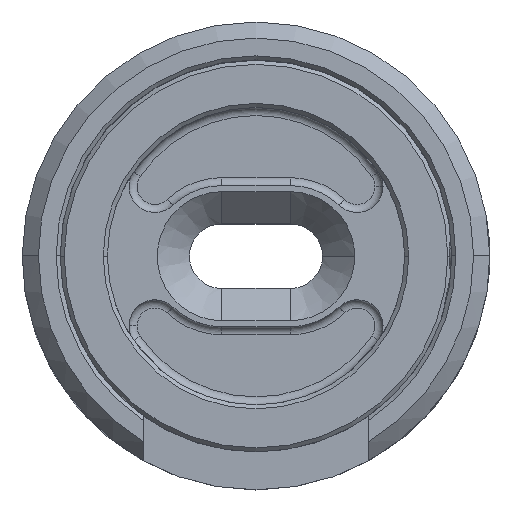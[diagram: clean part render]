
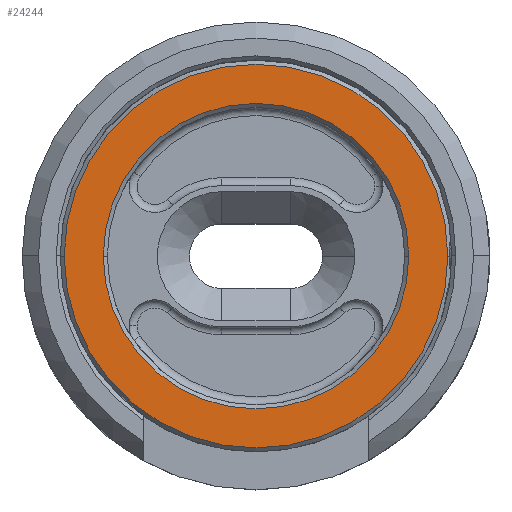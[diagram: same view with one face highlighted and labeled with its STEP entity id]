
A CAD part, top view. The second image highlights one B-rep face of the part: STEP entity #24244.
In plain terms, the highlighted planar face has unit normal (0, 0, 1).
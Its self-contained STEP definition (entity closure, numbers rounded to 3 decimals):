
#1001 = CARTESIAN_POINT ( 'NONE',  ( -18.95, 0., 5. ) ) ;
#1036 = ORIENTED_EDGE ( 'NONE', *, *, #18578, .T. ) ;
#1450 = PLANE ( 'NONE',  #19092 ) ;
#2469 = EDGE_LOOP ( 'NONE', ( #3065, #6164 ) ) ;
#2562 = DIRECTION ( 'NONE',  ( -1., 0., 0. ) ) ;
#2584 = AXIS2_PLACEMENT_3D ( 'NONE', #18743, #18845, #19039 ) ;
#3065 = ORIENTED_EDGE ( 'NONE', *, *, #27030, .T. ) ;
#3499 = EDGE_CURVE ( 'NONE', #26885, #15983, #15464, .T. ) ;
#4065 = FACE_OUTER_BOUND ( 'NONE', #28890, .T. ) ;
#5281 = CARTESIAN_POINT ( 'NONE',  ( 18.95, 0., 5. ) ) ;
#5666 = DIRECTION ( 'NONE',  ( 0., 0., -1. ) ) ;
#6164 = ORIENTED_EDGE ( 'NONE', *, *, #3499, .T. ) ;
#6500 = CIRCLE ( 'NONE', #28386, 23.8 ) ;
#9322 = CARTESIAN_POINT ( 'NONE',  ( 0., 0., 5. ) ) ;
#9725 = AXIS2_PLACEMENT_3D ( 'NONE', #9322, #5666, #25692 ) ;
#10238 = CARTESIAN_POINT ( 'NONE',  ( 0., 24.3, 5. ) ) ;
#10625 = CARTESIAN_POINT ( 'NONE',  ( 0., 0., 5. ) ) ;
#12855 = CARTESIAN_POINT ( 'NONE',  ( 23.8, 0., 5. ) ) ;
#14674 = AXIS2_PLACEMENT_3D ( 'NONE', #10625, #26204, #22089 ) ;
#14680 = DIRECTION ( 'NONE',  ( 0., 0., -1. ) ) ;
#14715 = VERTEX_POINT ( 'NONE', #12855 ) ;
#15464 = CIRCLE ( 'NONE', #9725, 18.95 ) ;
#15983 = VERTEX_POINT ( 'NONE', #5281 ) ;
#16482 = CIRCLE ( 'NONE', #2584, 23.8 ) ;
#17922 = DIRECTION ( 'NONE',  ( 0., 0., 1. ) ) ;
#18285 = FACE_BOUND ( 'NONE', #2469, .T. ) ;
#18578 = EDGE_CURVE ( 'NONE', #14715, #20570, #6500, .T. ) ;
#18743 = CARTESIAN_POINT ( 'NONE',  ( 0., 0., 5. ) ) ;
#18845 = DIRECTION ( 'NONE',  ( 0., 0., 1. ) ) ;
#19039 = DIRECTION ( 'NONE',  ( -1., 0., 0. ) ) ;
#19092 = AXIS2_PLACEMENT_3D ( 'NONE', #10238, #14680, #21493 ) ;
#20521 = ORIENTED_EDGE ( 'NONE', *, *, #27317, .T. ) ;
#20570 = VERTEX_POINT ( 'NONE', #23245 ) ;
#21022 = CIRCLE ( 'NONE', #14674, 18.95 ) ;
#21493 = DIRECTION ( 'NONE',  ( -1., 0., 0. ) ) ;
#22089 = DIRECTION ( 'NONE',  ( -1., 0., 0. ) ) ;
#22482 = CARTESIAN_POINT ( 'NONE',  ( 0., 0., 5. ) ) ;
#23245 = CARTESIAN_POINT ( 'NONE',  ( -23.8, 0., 5. ) ) ;
#24244 = ADVANCED_FACE ( 'NONE', ( #4065, #18285 ), #1450, .F. ) ;
#25692 = DIRECTION ( 'NONE',  ( -1., 0., 0. ) ) ;
#26204 = DIRECTION ( 'NONE',  ( 0., 0., -1. ) ) ;
#26885 = VERTEX_POINT ( 'NONE', #1001 ) ;
#27030 = EDGE_CURVE ( 'NONE', #15983, #26885, #21022, .T. ) ;
#27317 = EDGE_CURVE ( 'NONE', #20570, #14715, #16482, .T. ) ;
#28386 = AXIS2_PLACEMENT_3D ( 'NONE', #22482, #17922, #2562 ) ;
#28890 = EDGE_LOOP ( 'NONE', ( #20521, #1036 ) ) ;
